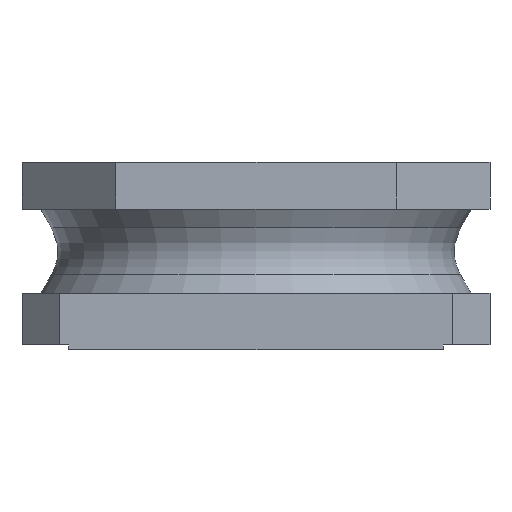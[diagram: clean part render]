
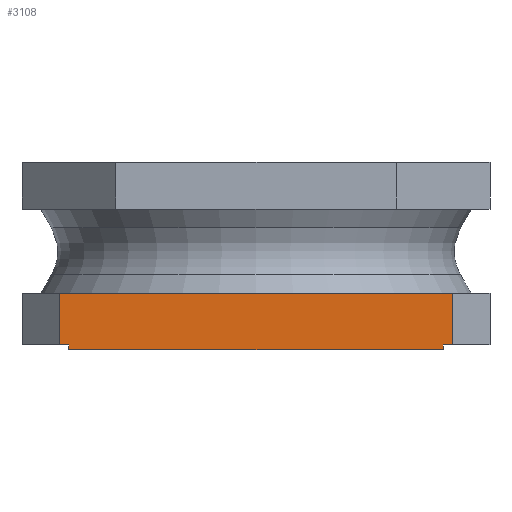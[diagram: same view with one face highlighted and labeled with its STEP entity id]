
A CAD part, left-side view. The second image highlights one B-rep face of the part: STEP entity #3108.
In plain terms, the highlighted face is planar.
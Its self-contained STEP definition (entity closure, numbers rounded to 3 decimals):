
#266=LINE('',#6682,#540);
#284=LINE('',#6720,#558);
#309=LINE('',#6770,#583);
#323=LINE('',#6797,#597);
#324=LINE('',#6799,#598);
#325=LINE('',#6801,#599);
#326=LINE('',#6802,#600);
#327=LINE('',#6804,#601);
#540=VECTOR('',#3619,1000.);
#558=VECTOR('',#3647,1000.);
#583=VECTOR('',#3686,1000.);
#597=VECTOR('',#3706,1000.);
#598=VECTOR('',#3709,1000.);
#599=VECTOR('',#3710,1000.);
#600=VECTOR('',#3711,1000.);
#601=VECTOR('',#3712,1000.);
#1157=ORIENTED_EDGE('',*,*,#1530,.F.);
#1158=ORIENTED_EDGE('',*,*,#1515,.F.);
#1159=ORIENTED_EDGE('',*,*,#1490,.T.);
#1160=ORIENTED_EDGE('',*,*,#1531,.T.);
#1161=ORIENTED_EDGE('',*,*,#1472,.F.);
#1162=ORIENTED_EDGE('',*,*,#1529,.F.);
#1163=ORIENTED_EDGE('',*,*,#1532,.T.);
#1164=ORIENTED_EDGE('',*,*,#1533,.F.);
#1472=EDGE_CURVE('',#1709,#1710,#266,.T.);
#1490=EDGE_CURVE('',#1722,#1724,#284,.T.);
#1515=EDGE_CURVE('',#1722,#1743,#309,.T.);
#1529=EDGE_CURVE('',#1752,#1709,#323,.T.);
#1530=EDGE_CURVE('',#1743,#1753,#324,.T.);
#1531=EDGE_CURVE('',#1724,#1710,#325,.T.);
#1532=EDGE_CURVE('',#1752,#1754,#326,.T.);
#1533=EDGE_CURVE('',#1753,#1754,#327,.T.);
#1709=VERTEX_POINT('',#6681);
#1710=VERTEX_POINT('',#6683);
#1722=VERTEX_POINT('',#6715);
#1724=VERTEX_POINT('',#6719);
#1743=VERTEX_POINT('',#6771);
#1752=VERTEX_POINT('',#6796);
#1753=VERTEX_POINT('',#6800);
#1754=VERTEX_POINT('',#6803);
#1896=EDGE_LOOP('',(#1157,#1158,#1159,#1160,#1161,#1162,#1163,#1164));
#2033=FACE_BOUND('',#1896,.T.);
#2138=PLANE('',#3230);
#3108=ADVANCED_FACE('',(#2033),#2138,.F.);
#3230=AXIS2_PLACEMENT_3D('',#6798,#3707,#3708);
#3619=DIRECTION('',(0.,0.,1.));
#3647=DIRECTION('',(0.,0.,1.));
#3686=DIRECTION('',(1.,0.,0.));
#3706=DIRECTION('',(1.,0.,0.));
#3707=DIRECTION('',(0.,-1.,0.));
#3708=DIRECTION('',(0.,0.,-1.));
#3709=DIRECTION('',(0.,0.,-1.));
#3710=DIRECTION('',(1.,0.,0.));
#3711=DIRECTION('',(0.,0.,-1.));
#3712=DIRECTION('',(1.,0.,0.));
#6681=CARTESIAN_POINT('',(826.77,984.25,-393.7));
#6682=CARTESIAN_POINT('',(826.77,984.25,-393.7));
#6683=CARTESIAN_POINT('',(826.77,984.25,-177.165));
#6715=CARTESIAN_POINT('',(-826.77,984.25,-393.7));
#6719=CARTESIAN_POINT('',(-826.77,984.25,-177.165));
#6720=CARTESIAN_POINT('',(-826.77,984.25,-393.7));
#6770=CARTESIAN_POINT('',(-826.77,984.25,-393.7));
#6771=CARTESIAN_POINT('',(-787.4,984.25,-393.7));
#6796=CARTESIAN_POINT('',(787.4,984.25,-393.7));
#6797=CARTESIAN_POINT('',(-826.77,984.25,-393.7));
#6798=CARTESIAN_POINT('',(-826.77,984.25,-393.7));
#6799=CARTESIAN_POINT('',(-787.4,984.25,-255.905));
#6800=CARTESIAN_POINT('',(-787.4,984.25,-413.385));
#6801=CARTESIAN_POINT('',(-826.77,984.25,-177.165));
#6802=CARTESIAN_POINT('',(787.4,984.25,-255.905));
#6803=CARTESIAN_POINT('',(787.4,984.25,-413.385));
#6804=CARTESIAN_POINT('',(-787.4,984.25,-413.385));
